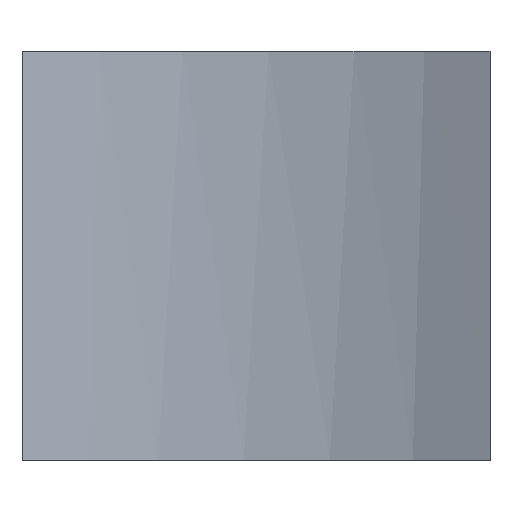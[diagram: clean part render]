
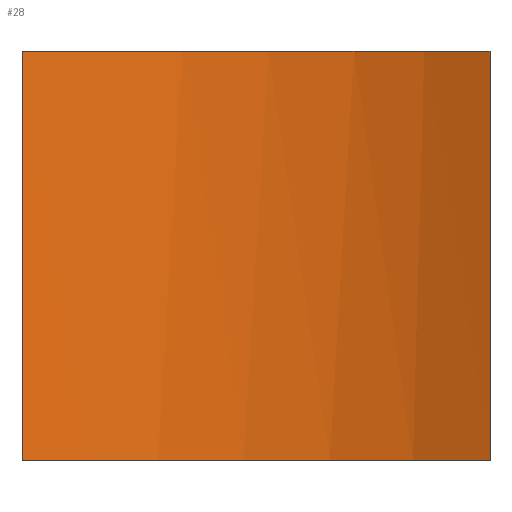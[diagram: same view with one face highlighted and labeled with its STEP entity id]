
A CAD part, left-side view. The second image highlights one B-rep face of the part: STEP entity #28.
In plain terms, the highlighted free-form (B-spline) face has degree [2, 1] with [3, 2] control points.
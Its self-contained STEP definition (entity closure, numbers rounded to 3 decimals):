
#28=ADVANCED_FACE('',(#30),#92,.T.);
#30=FACE_OUTER_BOUND('',#32,.T.);
#32=EDGE_LOOP('',(#34,#35,#36,#37));
#34=ORIENTED_EDGE('',*,*,#76,.T.);
#35=ORIENTED_EDGE('',*,*,#77,.T.);
#36=ORIENTED_EDGE('',*,*,#78,.T.);
#37=ORIENTED_EDGE('',*,*,#79,.T.);
#42=PCURVE('',#92,#50);
#43=PCURVE('',#92,#51);
#44=PCURVE('',#92,#52);
#45=PCURVE('',#92,#53);
#50=DEFINITIONAL_REPRESENTATION('',(#58),#204);
#51=DEFINITIONAL_REPRESENTATION('',(#59),#204);
#52=DEFINITIONAL_REPRESENTATION('',(#60),#204);
#53=DEFINITIONAL_REPRESENTATION('',(#61),#204);
#58=B_SPLINE_CURVE_WITH_KNOTS('',1,(#161,#162),.UNSPECIFIED.,.F.,.F.,(2,
2),(0.,8.294),.UNSPECIFIED.);
#59=B_SPLINE_CURVE_WITH_KNOTS('',1,(#165,#166),.UNSPECIFIED.,.F.,.F.,(2,
2),(0.,7.),.UNSPECIFIED.);
#60=B_SPLINE_CURVE_WITH_KNOTS('',1,(#170,#171),.UNSPECIFIED.,.F.,.F.,(2,
2),(-8.294,0.),.UNSPECIFIED.);
#61=B_SPLINE_CURVE_WITH_KNOTS('',1,(#174,#175),.UNSPECIFIED.,.F.,.F.,(2,
2),(-7.,0.),.UNSPECIFIED.);
#68=SURFACE_CURVE('',#110,(#42),.PCURVE_S1.);
#69=SURFACE_CURVE('',#111,(#43),.PCURVE_S1.);
#70=SURFACE_CURVE('',#112,(#44),.PCURVE_S1.);
#71=SURFACE_CURVE('',#113,(#45),.PCURVE_S1.);
#76=EDGE_CURVE('',#84,#85,#68,.T.);
#77=EDGE_CURVE('',#85,#86,#69,.T.);
#78=EDGE_CURVE('',#86,#87,#70,.T.);
#79=EDGE_CURVE('',#87,#84,#71,.T.);
#84=VERTEX_POINT('',#154);
#85=VERTEX_POINT('',#155);
#86=VERTEX_POINT('',#156);
#87=VERTEX_POINT('',#157);
#92=(
BOUNDED_SURFACE()
B_SPLINE_SURFACE(2,1,((#148,#149),(#150,#151),(#152,#153)),
 .UNSPECIFIED.,.F.,.F.,.F.)
B_SPLINE_SURFACE_WITH_KNOTS((3,3),(2,2),(0.,8.294),(0.,7.),
 .UNSPECIFIED.)
GEOMETRIC_REPRESENTATION_ITEM()
RATIONAL_B_SPLINE_SURFACE(((1.,1.),(0.894,0.894),
(1.,1.)))
REPRESENTATION_ITEM('')
SURFACE()
);
#110=(
BOUNDED_CURVE()
B_SPLINE_CURVE(2,(#158,#159,#160),.UNSPECIFIED.,.F.,.F.)
B_SPLINE_CURVE_WITH_KNOTS((3,3),(0.,8.294),.UNSPECIFIED.)
CURVE()
GEOMETRIC_REPRESENTATION_ITEM()
RATIONAL_B_SPLINE_CURVE((1.,0.894,1.))
REPRESENTATION_ITEM('')
);
#111=(
BOUNDED_CURVE()
B_SPLINE_CURVE(1,(#163,#164),.UNSPECIFIED.,.F.,.F.)
B_SPLINE_CURVE_WITH_KNOTS((2,2),(0.,7.),.UNSPECIFIED.)
CURVE()
GEOMETRIC_REPRESENTATION_ITEM()
RATIONAL_B_SPLINE_CURVE((1.,1.))
REPRESENTATION_ITEM('')
);
#112=(
BOUNDED_CURVE()
B_SPLINE_CURVE(2,(#167,#168,#169),.UNSPECIFIED.,.F.,.F.)
B_SPLINE_CURVE_WITH_KNOTS((3,3),(-8.294,0.),.UNSPECIFIED.)
CURVE()
GEOMETRIC_REPRESENTATION_ITEM()
RATIONAL_B_SPLINE_CURVE((1.,0.894,1.))
REPRESENTATION_ITEM('')
);
#113=(
BOUNDED_CURVE()
B_SPLINE_CURVE(1,(#172,#173),.UNSPECIFIED.,.F.,.F.)
B_SPLINE_CURVE_WITH_KNOTS((2,2),(-7.,0.),.UNSPECIFIED.)
CURVE()
GEOMETRIC_REPRESENTATION_ITEM()
RATIONAL_B_SPLINE_CURVE((1.,1.))
REPRESENTATION_ITEM('')
);
#148=CARTESIAN_POINT('',(23.,0.,0.));
#149=CARTESIAN_POINT('',(23.,0.,7.));
#150=CARTESIAN_POINT('',(25.,4.,0.));
#151=CARTESIAN_POINT('',(25.,4.,7.));
#152=CARTESIAN_POINT('',(23.,8.,0.));
#153=CARTESIAN_POINT('',(23.,8.,7.));
#154=CARTESIAN_POINT('',(23.,0.,0.));
#155=CARTESIAN_POINT('',(23.,8.,0.));
#156=CARTESIAN_POINT('',(23.,8.,7.));
#157=CARTESIAN_POINT('',(23.,0.,7.));
#158=CARTESIAN_POINT('',(23.,0.,0.));
#159=CARTESIAN_POINT('',(25.,4.,0.));
#160=CARTESIAN_POINT('',(23.,8.,0.));
#161=CARTESIAN_POINT('',(0.,0.));
#162=CARTESIAN_POINT('',(8.294,0.));
#163=CARTESIAN_POINT('',(23.,8.,0.));
#164=CARTESIAN_POINT('',(23.,8.,7.));
#165=CARTESIAN_POINT('',(8.294,0.));
#166=CARTESIAN_POINT('',(8.294,7.));
#167=CARTESIAN_POINT('',(23.,8.,7.));
#168=CARTESIAN_POINT('',(25.,4.,7.));
#169=CARTESIAN_POINT('',(23.,0.,7.));
#170=CARTESIAN_POINT('',(8.294,7.));
#171=CARTESIAN_POINT('',(0.,7.));
#172=CARTESIAN_POINT('',(23.,0.,7.));
#173=CARTESIAN_POINT('',(23.,0.,0.));
#174=CARTESIAN_POINT('',(0.,7.));
#175=CARTESIAN_POINT('',(0.,0.));
#204=(
GEOMETRIC_REPRESENTATION_CONTEXT(2)
PARAMETRIC_REPRESENTATION_CONTEXT()
REPRESENTATION_CONTEXT('pspace','')
);
